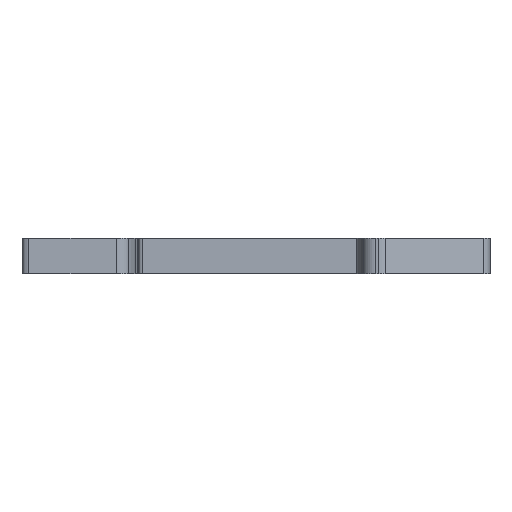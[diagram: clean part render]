
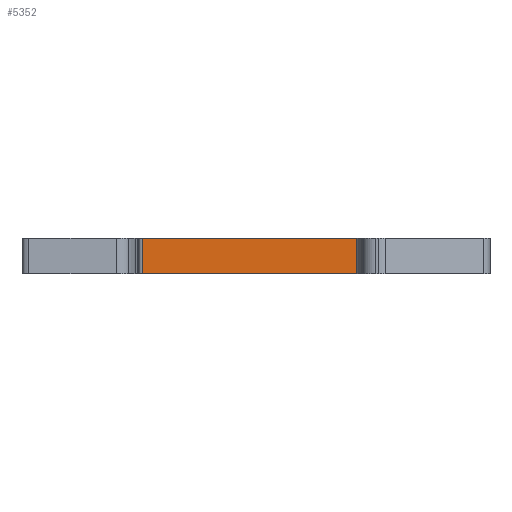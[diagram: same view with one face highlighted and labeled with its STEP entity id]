
A CAD part, front view. The second image highlights one B-rep face of the part: STEP entity #5352.
In plain terms, the highlighted planar face has unit normal (0, -1, 0).
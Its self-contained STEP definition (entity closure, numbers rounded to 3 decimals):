
#343=DIRECTION('',(-1.,0.,0.));
#344=VECTOR('',#343,32.401);
#345=CARTESIAN_POINT('',(-2.196,-21.7,-1.05));
#346=LINE('',#345,#344);
#1973=DIRECTION('',(0.,0.,1.));
#1974=VECTOR('',#1973,5.15);
#1975=CARTESIAN_POINT('',(-34.596,-21.7,-1.05));
#1976=LINE('',#1975,#1974);
#1981=DIRECTION('',(-1.,0.,0.));
#1982=VECTOR('',#1981,32.401);
#1983=CARTESIAN_POINT('',(-2.196,-21.7,4.1));
#1984=LINE('',#1983,#1982);
#1989=DIRECTION('',(0.,0.,-1.));
#1990=VECTOR('',#1989,5.15);
#1991=CARTESIAN_POINT('',(-2.196,-21.7,4.1));
#1992=LINE('',#1991,#1990);
#2303=CARTESIAN_POINT('',(-2.196,-21.7,4.1));
#2304=CARTESIAN_POINT('',(-34.596,-21.7,4.1));
#2305=VERTEX_POINT('',#2303);
#2306=VERTEX_POINT('',#2304);
#2349=CARTESIAN_POINT('',(-2.196,-21.7,-1.05));
#2350=VERTEX_POINT('',#2349);
#2351=CARTESIAN_POINT('',(-34.596,-21.7,-1.05));
#2352=VERTEX_POINT('',#2351);
#5340=CARTESIAN_POINT('',(-34.596,-21.7,-1.05));
#5341=DIRECTION('',(0.,-1.,0.));
#5342=DIRECTION('',(0.,0.,-1.));
#5343=AXIS2_PLACEMENT_3D('',#5340,#5341,#5342);
#5344=PLANE('',#5343);
#5345=ORIENTED_EDGE('',*,*,#3043,.F.);
#5347=ORIENTED_EDGE('',*,*,#5346,.T.);
#5348=ORIENTED_EDGE('',*,*,#2844,.T.);
#5349=ORIENTED_EDGE('',*,*,#5333,.T.);
#5350=EDGE_LOOP('',(#5345,#5347,#5348,#5349));
#5351=FACE_OUTER_BOUND('',#5350,.F.);
#2844=EDGE_CURVE('',#2350,#2352,#346,.T.);
#3043=EDGE_CURVE('',#2305,#2306,#1984,.T.);
#5333=EDGE_CURVE('',#2352,#2306,#1976,.T.);
#5346=EDGE_CURVE('',#2305,#2350,#1992,.T.);
#5352=ADVANCED_FACE('',(#5351),#5344,.T.);
